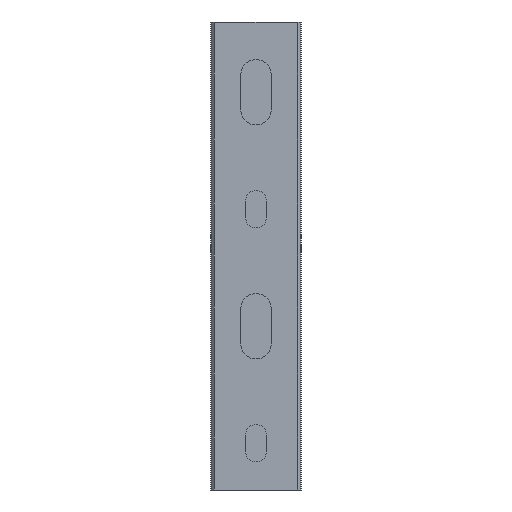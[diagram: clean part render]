
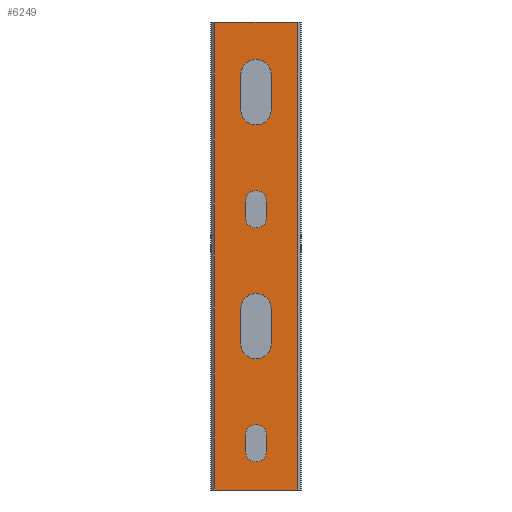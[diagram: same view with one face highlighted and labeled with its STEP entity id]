
A CAD part, front view. The second image highlights one B-rep face of the part: STEP entity #6249.
In plain terms, the highlighted planar face has unit normal (0, -1, 0).
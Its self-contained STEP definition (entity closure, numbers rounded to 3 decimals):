
#444=DIRECTION('',(1.,0.,0.));
#445=VECTOR('',#444,17.6);
#446=CARTESIAN_POINT('',(-8.8,0.,0.));
#447=LINE('47266',#446,#445);
#448=DIRECTION('',(0.,0.,-1.));
#449=VECTOR('',#448,100.);
#450=CARTESIAN_POINT('',(8.8,0.,0.));
#451=LINE('47140',#450,#449);
#452=DIRECTION('',(-1.,0.,0.));
#453=VECTOR('',#452,17.6);
#454=CARTESIAN_POINT('',(8.8,0.,-100.));
#455=LINE('47267',#454,#453);
#456=CARTESIAN_POINT('',(0.,0.,-11.25));
#457=DIRECTION('',(0.,-1.,0.));
#458=DIRECTION('',(1.,0.,0.));
#459=AXIS2_PLACEMENT_3D('',#456,#457,#458);
#461=DIRECTION('',(0.,0.,-1.));
#462=VECTOR('',#461,7.5);
#463=CARTESIAN_POINT('',(-3.25,0.,-11.25));
#464=LINE('6947',#463,#462);
#465=CARTESIAN_POINT('',(0.,0.,-18.75));
#466=DIRECTION('',(0.,-1.,0.));
#467=DIRECTION('',(-1.,0.,0.));
#468=AXIS2_PLACEMENT_3D('',#465,#466,#467);
#470=DIRECTION('',(0.,0.,1.));
#471=VECTOR('',#470,7.5);
#472=CARTESIAN_POINT('',(3.25,0.,-18.75));
#473=LINE('6950',#472,#471);
#474=CARTESIAN_POINT('',(0.,0.,-38.25));
#475=DIRECTION('',(0.,-1.,0.));
#476=DIRECTION('',(1.,0.,0.));
#477=AXIS2_PLACEMENT_3D('',#474,#475,#476);
#479=DIRECTION('',(0.,0.,-1.));
#480=VECTOR('',#479,3.5);
#481=CARTESIAN_POINT('',(-2.25,0.,-38.25));
#482=LINE('6953',#481,#480);
#483=CARTESIAN_POINT('',(0.,0.,-41.75));
#484=DIRECTION('',(0.,-1.,0.));
#485=DIRECTION('',(-1.,0.,0.));
#486=AXIS2_PLACEMENT_3D('',#483,#484,#485);
#488=DIRECTION('',(0.,0.,1.));
#489=VECTOR('',#488,3.5);
#490=CARTESIAN_POINT('',(2.25,0.,-41.75));
#491=LINE('6956',#490,#489);
#492=CARTESIAN_POINT('',(0.,0.,-61.25));
#493=DIRECTION('',(0.,-1.,0.));
#494=DIRECTION('',(1.,0.,0.));
#495=AXIS2_PLACEMENT_3D('',#492,#493,#494);
#497=DIRECTION('',(0.,0.,-1.));
#498=VECTOR('',#497,7.5);
#499=CARTESIAN_POINT('',(-3.25,0.,-61.25));
#500=LINE('6959',#499,#498);
#501=CARTESIAN_POINT('',(0.,0.,-68.75));
#502=DIRECTION('',(0.,-1.,0.));
#503=DIRECTION('',(-1.,0.,0.));
#504=AXIS2_PLACEMENT_3D('',#501,#502,#503);
#506=DIRECTION('',(0.,0.,1.));
#507=VECTOR('',#506,7.5);
#508=CARTESIAN_POINT('',(3.25,0.,-68.75));
#509=LINE('6962',#508,#507);
#510=CARTESIAN_POINT('',(0.,0.,-88.25));
#511=DIRECTION('',(0.,-1.,0.));
#512=DIRECTION('',(1.,0.,0.));
#513=AXIS2_PLACEMENT_3D('',#510,#511,#512);
#515=DIRECTION('',(0.,0.,-1.));
#516=VECTOR('',#515,3.5);
#517=CARTESIAN_POINT('',(-2.25,0.,-88.25));
#518=LINE('6965',#517,#516);
#519=CARTESIAN_POINT('',(0.,0.,-91.75));
#520=DIRECTION('',(0.,-1.,0.));
#521=DIRECTION('',(-1.,0.,0.));
#522=AXIS2_PLACEMENT_3D('',#519,#520,#521);
#524=DIRECTION('',(0.,0.,1.));
#525=VECTOR('',#524,3.5);
#526=CARTESIAN_POINT('',(2.25,0.,-91.75));
#527=LINE('6968',#526,#525);
#652=DIRECTION('',(0.,0.,-1.));
#653=VECTOR('',#652,100.);
#654=CARTESIAN_POINT('',(-8.8,0.,0.));
#655=LINE('47263',#654,#653);
#5208=CARTESIAN_POINT('',(-3.25,0.,-11.25));
#5209=CARTESIAN_POINT('',(-3.25,0.,-18.75));
#5210=VERTEX_POINT('',#5208);
#5211=VERTEX_POINT('',#5209);
#5212=CARTESIAN_POINT('',(3.25,0.,-18.75));
#5213=CARTESIAN_POINT('',(3.25,0.,-11.25));
#5214=VERTEX_POINT('',#5212);
#5215=VERTEX_POINT('',#5213);
#5216=CARTESIAN_POINT('',(-2.25,0.,-38.25));
#5217=CARTESIAN_POINT('',(-2.25,0.,-41.75));
#5218=VERTEX_POINT('',#5216);
#5219=VERTEX_POINT('',#5217);
#5220=CARTESIAN_POINT('',(2.25,0.,-41.75));
#5221=CARTESIAN_POINT('',(2.25,0.,-38.25));
#5222=VERTEX_POINT('',#5220);
#5223=VERTEX_POINT('',#5221);
#5224=CARTESIAN_POINT('',(-3.25,0.,-61.25));
#5225=CARTESIAN_POINT('',(-3.25,0.,-68.75));
#5226=VERTEX_POINT('',#5224);
#5227=VERTEX_POINT('',#5225);
#5228=CARTESIAN_POINT('',(3.25,0.,-68.75));
#5229=CARTESIAN_POINT('',(3.25,0.,-61.25));
#5230=VERTEX_POINT('',#5228);
#5231=VERTEX_POINT('',#5229);
#5232=CARTESIAN_POINT('',(-2.25,0.,-88.25));
#5233=CARTESIAN_POINT('',(-2.25,0.,-91.75));
#5234=VERTEX_POINT('',#5232);
#5235=VERTEX_POINT('',#5233);
#5236=CARTESIAN_POINT('',(2.25,0.,-91.75));
#5237=CARTESIAN_POINT('',(2.25,0.,-88.25));
#5238=VERTEX_POINT('',#5236);
#5239=VERTEX_POINT('',#5237);
#5732=CARTESIAN_POINT('',(8.8,0.,0.));
#5733=CARTESIAN_POINT('',(8.8,0.,-100.));
#5734=VERTEX_POINT('',#5732);
#5735=VERTEX_POINT('',#5733);
#5780=CARTESIAN_POINT('',(-8.8,0.,0.));
#5781=CARTESIAN_POINT('',(-8.8,0.,-100.));
#5782=VERTEX_POINT('',#5780);
#5783=VERTEX_POINT('',#5781);
#6197=CARTESIAN_POINT('',(-6.5,0.,0.));
#6198=DIRECTION('',(0.,-1.,0.));
#6199=DIRECTION('',(1.,0.,0.));
#6200=AXIS2_PLACEMENT_3D('',#6197,#6198,#6199);
#6201=PLANE('7480',#6200);
#6202=ORIENTED_EDGE('47266',*,*,#5791,.T.);
#6203=ORIENTED_EDGE('47140',*,*,#5823,.T.);
#6204=ORIENTED_EDGE('47267',*,*,#6182,.T.);
#6206=ORIENTED_EDGE('47263',*,*,#6205,.F.);
#6207=EDGE_LOOP('7480',(#6202,#6203,#6204,#6206));
#6208=FACE_OUTER_BOUND('7480',#6207,.F.);
#6210=ORIENTED_EDGE('21362',*,*,#6209,.T.);
#6212=ORIENTED_EDGE('6947',*,*,#6211,.T.);
#6214=ORIENTED_EDGE('21363',*,*,#6213,.T.);
#6216=ORIENTED_EDGE('6950',*,*,#6215,.T.);
#6217=EDGE_LOOP('7480',(#6210,#6212,#6214,#6216));
#6218=FACE_BOUND('7480',#6217,.F.);
#6220=ORIENTED_EDGE('21364',*,*,#6219,.T.);
#6222=ORIENTED_EDGE('6953',*,*,#6221,.T.);
#6224=ORIENTED_EDGE('21365',*,*,#6223,.T.);
#6226=ORIENTED_EDGE('6956',*,*,#6225,.T.);
#6227=EDGE_LOOP('7480',(#6220,#6222,#6224,#6226));
#6228=FACE_BOUND('7480',#6227,.F.);
#6230=ORIENTED_EDGE('21366',*,*,#6229,.T.);
#6232=ORIENTED_EDGE('6959',*,*,#6231,.T.);
#6234=ORIENTED_EDGE('21367',*,*,#6233,.T.);
#6236=ORIENTED_EDGE('6962',*,*,#6235,.T.);
#6237=EDGE_LOOP('7480',(#6230,#6232,#6234,#6236));
#6238=FACE_BOUND('7480',#6237,.F.);
#6240=ORIENTED_EDGE('21368',*,*,#6239,.T.);
#6242=ORIENTED_EDGE('6965',*,*,#6241,.T.);
#6244=ORIENTED_EDGE('21369',*,*,#6243,.T.);
#6246=ORIENTED_EDGE('6968',*,*,#6245,.T.);
#6247=EDGE_LOOP('7480',(#6240,#6242,#6244,#6246));
#6248=FACE_BOUND('7480',#6247,.F.);
#6249=ADVANCED_FACE('7480',(#6208,#6218,#6228,#6238,#6248),#6201,.T.);
#460=CIRCLE('21362',#459,3.25);
#469=CIRCLE('21363',#468,3.25);
#478=CIRCLE('21364',#477,2.25);
#487=CIRCLE('21365',#486,2.25);
#496=CIRCLE('21366',#495,3.25);
#505=CIRCLE('21367',#504,3.25);
#514=CIRCLE('21368',#513,2.25);
#523=CIRCLE('21369',#522,2.25);
#5791=EDGE_CURVE('47266',#5782,#5734,#447,.T.);
#5823=EDGE_CURVE('47140',#5734,#5735,#451,.T.);
#6182=EDGE_CURVE('47267',#5735,#5783,#455,.T.);
#6205=EDGE_CURVE('47263',#5782,#5783,#655,.T.);
#6209=EDGE_CURVE('21362',#5215,#5210,#460,.T.);
#6211=EDGE_CURVE('6947',#5210,#5211,#464,.T.);
#6213=EDGE_CURVE('21363',#5211,#5214,#469,.T.);
#6215=EDGE_CURVE('6950',#5214,#5215,#473,.T.);
#6219=EDGE_CURVE('21364',#5223,#5218,#478,.T.);
#6221=EDGE_CURVE('6953',#5218,#5219,#482,.T.);
#6223=EDGE_CURVE('21365',#5219,#5222,#487,.T.);
#6225=EDGE_CURVE('6956',#5222,#5223,#491,.T.);
#6229=EDGE_CURVE('21366',#5231,#5226,#496,.T.);
#6231=EDGE_CURVE('6959',#5226,#5227,#500,.T.);
#6233=EDGE_CURVE('21367',#5227,#5230,#505,.T.);
#6235=EDGE_CURVE('6962',#5230,#5231,#509,.T.);
#6239=EDGE_CURVE('21368',#5239,#5234,#514,.T.);
#6241=EDGE_CURVE('6965',#5234,#5235,#518,.T.);
#6243=EDGE_CURVE('21369',#5235,#5238,#523,.T.);
#6245=EDGE_CURVE('6968',#5238,#5239,#527,.T.);
